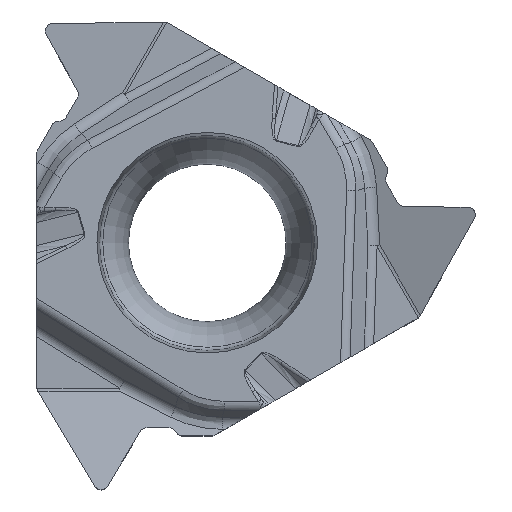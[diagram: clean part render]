
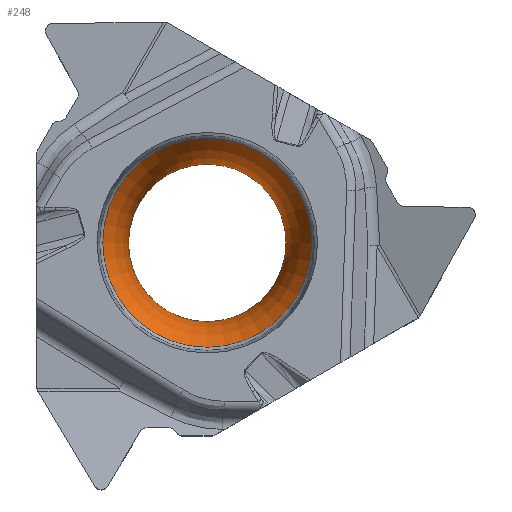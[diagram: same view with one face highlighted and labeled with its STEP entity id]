
A CAD part, top view. The second image highlights one B-rep face of the part: STEP entity #248.
In plain terms, the highlighted toroidal (fillet/blend) face has major radius 6.2 mm and minor radius 4 mm.
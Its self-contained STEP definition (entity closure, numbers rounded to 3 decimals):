
#66=TOROIDAL_SURFACE('',#2489,6.2,4.);
#74=FACE_BOUND('',#547,.T.);
#75=FACE_BOUND('',#548,.T.);
#134=CIRCLE('',#2389,2.2);
#160=CIRCLE('',#2487,2.921);
#248=ADVANCED_FACE('',(#74,#75),#66,.T.);
#547=EDGE_LOOP('',(#931));
#548=EDGE_LOOP('',(#932));
#931=ORIENTED_EDGE('',*,*,#1635,.T.);
#932=ORIENTED_EDGE('',*,*,#1796,.F.);
#1413=VERTEX_POINT('',#3809);
#1533=VERTEX_POINT('',#4222);
#1635=EDGE_CURVE('',#1413,#1413,#134,.T.);
#1796=EDGE_CURVE('',#1533,#1533,#160,.T.);
#2389=AXIS2_PLACEMENT_3D('',#3808,#2653,#2654);
#2487=AXIS2_PLACEMENT_3D('',#4221,#2942,#2943);
#2489=AXIS2_PLACEMENT_3D('',#4224,#2946,#2947);
#2653=DIRECTION('',(0.,0.,-1.));
#2654=DIRECTION('',(-0.5,-0.866,0.));
#2942=DIRECTION('',(0.,0.,-1.));
#2943=DIRECTION('',(-0.5,-0.866,0.));
#2946=DIRECTION('',(0.,0.,1.));
#2947=DIRECTION('',(-0.5,-0.866,0.));
#3808=CARTESIAN_POINT('',(0.,0.,-3.5));
#3809=CARTESIAN_POINT('',(-1.1,-1.905,-3.5));
#4221=CARTESIAN_POINT('',(0.,0.,-1.209));
#4222=CARTESIAN_POINT('',(-1.461,-2.53,-1.209));
#4224=CARTESIAN_POINT('',(0.,0.,-3.5));
